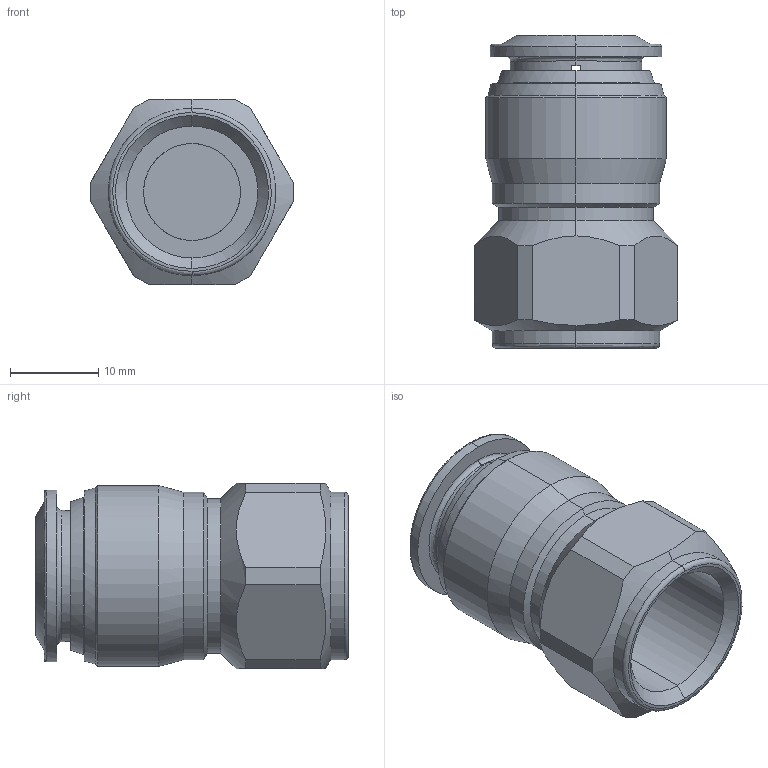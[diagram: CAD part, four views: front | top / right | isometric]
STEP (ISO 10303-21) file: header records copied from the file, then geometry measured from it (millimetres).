
FILE_DESCRIPTION (( 'STEP AP214' ), '1' );
FILE_NAME ('PCF12-G03_ME.STEP', '2018-09-06T09:38:45', ( '' ), ( '' ), 'SwSTEP 2.0', 'SolidWorks 2018', '' );
FILE_SCHEMA (( 'AUTOMOTIVE_DESIGN' ));
Length unit declared in the file: millimetre
Products named in the file (1): PCF12-G03_ME
Bounding box: 23.12 x 35.5 x 21 mm (x, y, z)
Volume: 8225.2 mm3; surface area: 4005.7 mm2
Topology: 1 solids, 1 shells, 79 faces, 184 edges, 112 vertices
Faces by surface type: bspline 79
Entity records: 3472 total; most frequent: CARTESIAN_POINT 2378, ORIENTED_EDGE 368, EDGE_CURVE 184, B_SPLINE_CURVE_WITH_KNOTS 113, VERTEX_POINT 112, EDGE_LOOP 88, FACE_OUTER_BOUND 79, ADVANCED_FACE 79
